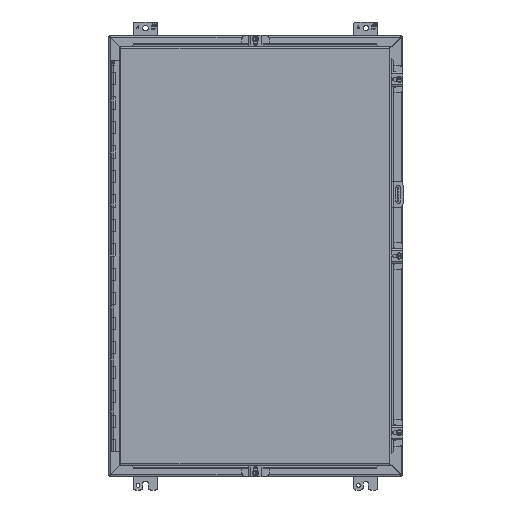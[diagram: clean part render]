
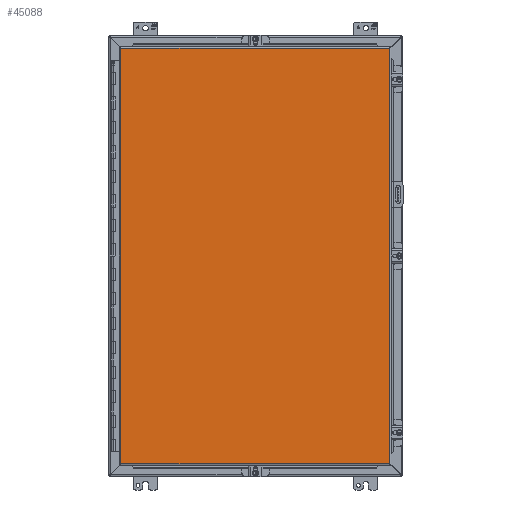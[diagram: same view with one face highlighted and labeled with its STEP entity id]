
A CAD part, front view. The second image highlights one B-rep face of the part: STEP entity #45088.
In plain terms, the highlighted planar face has unit normal (0, -1, 0).
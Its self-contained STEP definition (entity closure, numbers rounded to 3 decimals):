
#2372 = EDGE_CURVE ( 'NONE', #22113, #7607, #19975, .T. ) ;
#3167 = DIRECTION ( 'NONE',  ( 0., -1., 0. ) ) ;
#3552 = CARTESIAN_POINT ( 'NONE',  ( 10.955, -11.21, 16.994 ) ) ;
#4584 = CARTESIAN_POINT ( 'NONE',  ( -11.017, -11.21, 16.994 ) ) ;
#5487 = CARTESIAN_POINT ( 'NONE',  ( 10.955, -11.21, -16.995 ) ) ;
#6273 = ORIENTED_EDGE ( 'NONE', *, *, #9894, .F. ) ;
#7607 = VERTEX_POINT ( 'NONE', #40369 ) ;
#9453 = CARTESIAN_POINT ( 'NONE',  ( -11.017, -11.21, 16.995 ) ) ;
#9894 = EDGE_CURVE ( 'NONE', #53195, #22113, #51645, .T. ) ;
#13109 = CARTESIAN_POINT ( 'NONE',  ( -11.017, -11.21, -16.994 ) ) ;
#16711 = FACE_OUTER_BOUND ( 'NONE', #21524, .T. ) ;
#17763 = DIRECTION ( 'NONE',  ( 0., 0., 1. ) ) ;
#17870 = VECTOR ( 'NONE', #38637, 39.37 ) ;
#17931 = ORIENTED_EDGE ( 'NONE', *, *, #59292, .F. ) ;
#18414 = DIRECTION ( 'NONE',  ( 1., 0., 0. ) ) ;
#19975 = LINE ( 'NONE', #20546, #17870 ) ;
#20546 = CARTESIAN_POINT ( 'NONE',  ( 10.955, -11.21, -16.994 ) ) ;
#21524 = EDGE_LOOP ( 'NONE', ( #6273, #55332, #17931, #49952 ) ) ;
#22113 = VERTEX_POINT ( 'NONE', #5487 ) ;
#22388 = VECTOR ( 'NONE', #28745, 39.37 ) ;
#24194 = CARTESIAN_POINT ( 'NONE',  ( 10.955, -11.21, 16.994 ) ) ;
#24602 = AXIS2_PLACEMENT_3D ( 'NONE', #13109, #3167, #35108 ) ;
#28317 = CARTESIAN_POINT ( 'NONE',  ( -11.017, -11.21, -16.994 ) ) ;
#28745 = DIRECTION ( 'NONE',  ( 0., 0., -1. ) ) ;
#31235 = VECTOR ( 'NONE', #18414, 39.37 ) ;
#35108 = DIRECTION ( 'NONE',  ( 0., 0., -1. ) ) ;
#36218 = LINE ( 'NONE', #4584, #31235 ) ;
#38637 = DIRECTION ( 'NONE',  ( -1., 0., 0. ) ) ;
#40369 = CARTESIAN_POINT ( 'NONE',  ( -11.017, -11.21, -16.995 ) ) ;
#45041 = PLANE ( 'NONE',  #24602 ) ;
#45088 = ADVANCED_FACE ( 'NONE', ( #16711 ), #45041, .T. ) ;
#46383 = LINE ( 'NONE', #28317, #59293 ) ;
#46627 = VERTEX_POINT ( 'NONE', #9453 ) ;
#49952 = ORIENTED_EDGE ( 'NONE', *, *, #2372, .F. ) ;
#51645 = LINE ( 'NONE', #24194, #22388 ) ;
#53195 = VERTEX_POINT ( 'NONE', #3552 ) ;
#55332 = ORIENTED_EDGE ( 'NONE', *, *, #57632, .F. ) ;
#57632 = EDGE_CURVE ( 'NONE', #46627, #53195, #36218, .T. ) ;
#59292 = EDGE_CURVE ( 'NONE', #7607, #46627, #46383, .T. ) ;
#59293 = VECTOR ( 'NONE', #17763, 39.37 ) ;
